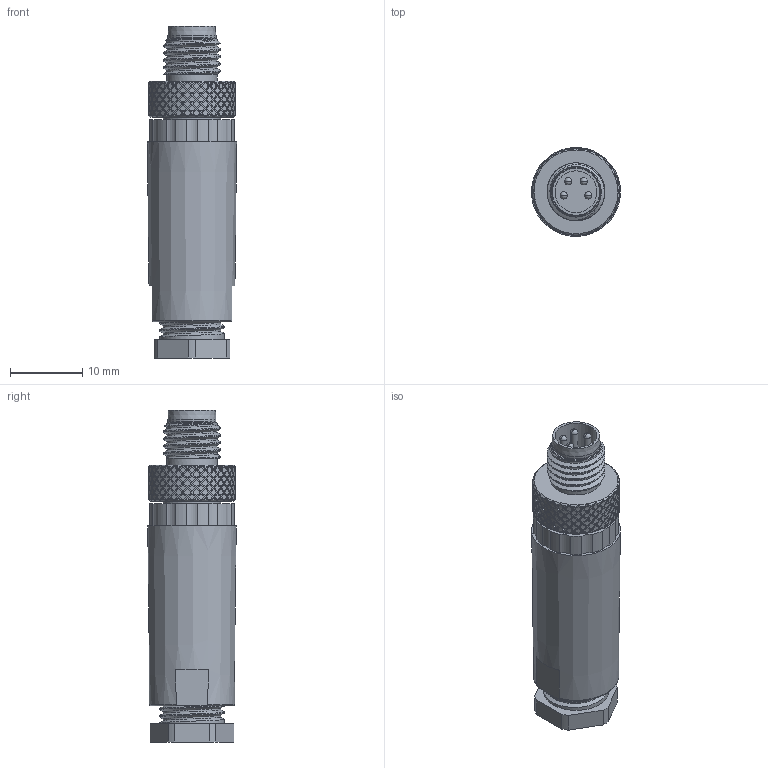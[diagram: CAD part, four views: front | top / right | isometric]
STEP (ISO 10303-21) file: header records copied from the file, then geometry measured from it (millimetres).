
FILE_DESCRIPTION(/* description */ (''),/* implementation_level */ '2;1');
FILE_NAME(/* name */ 'LS8.4-0-C-BU.stp',/* time_stamp */ '2023-11-23T14:56:52+08:00',/* author */ (''),/* organization */ (''),/* preprocessor_version */ 'ST-DEVELOPER v16',/* originating_system */ 'SIEMENS PLM Software NX 10.0',/* authorisation */ '');
FILE_SCHEMA (('AP203_CONFIGURATION_CONTROLLED_3D_DESIGN_OF_MECHANICAL_PARTS_AND_ASSEMBLIES_MIM_LF { 1 0 10303 403 2 1 2}'));
Length unit declared in the file: millimetre
Products named in the file (1): chan1A00DD1Dk9ns
Bounding box: 12.33 x 12.32 x 45.95 mm (x, y, z)
Volume: 3557 mm3; surface area: 3052.5 mm2
Topology: 8 solids, 9 shells, 1458 faces, 3700 edges, 2459 vertices
Faces by surface type: plane 1112, cylinder 323, sphere 8, cone 7, bspline 5, torus 3
Full cylindrical faces by diameter (mm): 5 x1, 5.8 x1, 6.2 x2, 6.65 x1, 7 x5, 8 x1, 11.8 x1
Entity records: 47433 total; most frequent: CARTESIAN_POINT 10678, DIRECTION 8539, ORIENTED_EDGE 7258, AXIS2_PLACEMENT_3D 3728, EDGE_CURVE 3629, VERTEX_POINT 2425, ELLIPSE 2040, EDGE_LOOP 1688
